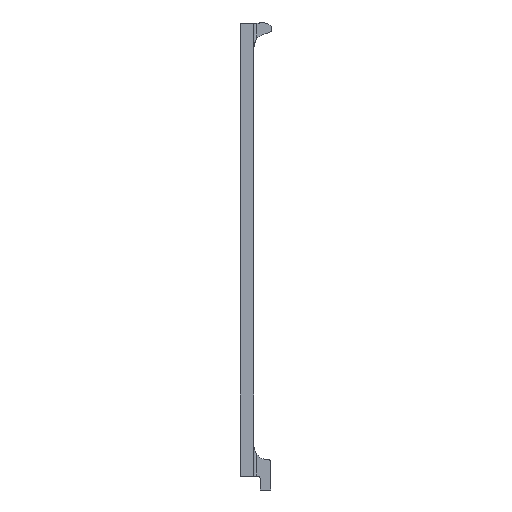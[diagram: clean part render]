
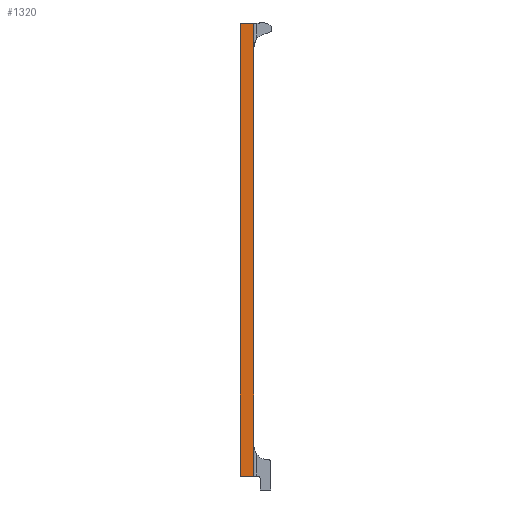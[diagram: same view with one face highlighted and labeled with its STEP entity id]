
A CAD part, left-side view. The second image highlights one B-rep face of the part: STEP entity #1320.
In plain terms, the highlighted planar face has unit normal (-1, 0, 0).
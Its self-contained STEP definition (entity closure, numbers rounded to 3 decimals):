
#53 = VECTOR ( 'NONE', #619, 1000. ) ;
#108 = VERTEX_POINT ( 'NONE', #695 ) ;
#138 = LINE ( 'NONE', #664, #993 ) ;
#139 = EDGE_CURVE ( 'NONE', #387, #197, #138, .T. ) ;
#197 = VERTEX_POINT ( 'NONE', #685 ) ;
#237 = DIRECTION ( 'NONE',  ( 1., 0., 0. ) ) ;
#285 = ORIENTED_EDGE ( 'NONE', *, *, #435, .T. ) ;
#351 = VECTOR ( 'NONE', #1349, 1000. ) ;
#387 = VERTEX_POINT ( 'NONE', #1176 ) ;
#435 = EDGE_CURVE ( 'NONE', #952, #197, #527, .T. ) ;
#504 = DIRECTION ( 'NONE',  ( 0., 0., 1. ) ) ;
#527 = LINE ( 'NONE', #1155, #53 ) ;
#542 = DIRECTION ( 'NONE',  ( 0., -1., 0. ) ) ;
#619 = DIRECTION ( 'NONE',  ( 0., 0., 1. ) ) ;
#664 = CARTESIAN_POINT ( 'NONE',  ( -32.5, 2., 33.45 ) ) ;
#685 = CARTESIAN_POINT ( 'NONE',  ( -32.5, 0., 33.45 ) ) ;
#695 = CARTESIAN_POINT ( 'NONE',  ( -32.5, 2., -33.45 ) ) ;
#707 = CARTESIAN_POINT ( 'NONE',  ( -32.5, 0., -33.45 ) ) ;
#889 = LINE ( 'NONE', #1421, #989 ) ;
#912 = LINE ( 'NONE', #1430, #351 ) ;
#952 = VERTEX_POINT ( 'NONE', #707 ) ;
#989 = VECTOR ( 'NONE', #504, 1000. ) ;
#993 = VECTOR ( 'NONE', #542, 1000. ) ;
#1056 = ORIENTED_EDGE ( 'NONE', *, *, #1063, .F. ) ;
#1063 = EDGE_CURVE ( 'NONE', #108, #387, #889, .T. ) ;
#1088 = EDGE_CURVE ( 'NONE', #108, #952, #912, .T. ) ;
#1154 = DIRECTION ( 'NONE',  ( 0., 0., -1. ) ) ;
#1155 = CARTESIAN_POINT ( 'NONE',  ( -32.5, 0., -33.45 ) ) ;
#1176 = CARTESIAN_POINT ( 'NONE',  ( -32.5, 2., 33.45 ) ) ;
#1320 = ADVANCED_FACE ( 'NONE', ( #1633 ), #1521, .F. ) ;
#1349 = DIRECTION ( 'NONE',  ( 0., -1., 0. ) ) ;
#1400 = EDGE_LOOP ( 'NONE', ( #285, #1458, #1056, #1409 ) ) ;
#1403 = CARTESIAN_POINT ( 'NONE',  ( -32.5, 2., -33.45 ) ) ;
#1409 = ORIENTED_EDGE ( 'NONE', *, *, #1088, .T. ) ;
#1421 = CARTESIAN_POINT ( 'NONE',  ( -32.5, 2., -33.45 ) ) ;
#1430 = CARTESIAN_POINT ( 'NONE',  ( -32.5, 2., -33.45 ) ) ;
#1458 = ORIENTED_EDGE ( 'NONE', *, *, #139, .F. ) ;
#1521 = PLANE ( 'NONE',  #1661 ) ;
#1633 = FACE_OUTER_BOUND ( 'NONE', #1400, .T. ) ;
#1661 = AXIS2_PLACEMENT_3D ( 'NONE', #1403, #237, #1154 ) ;
